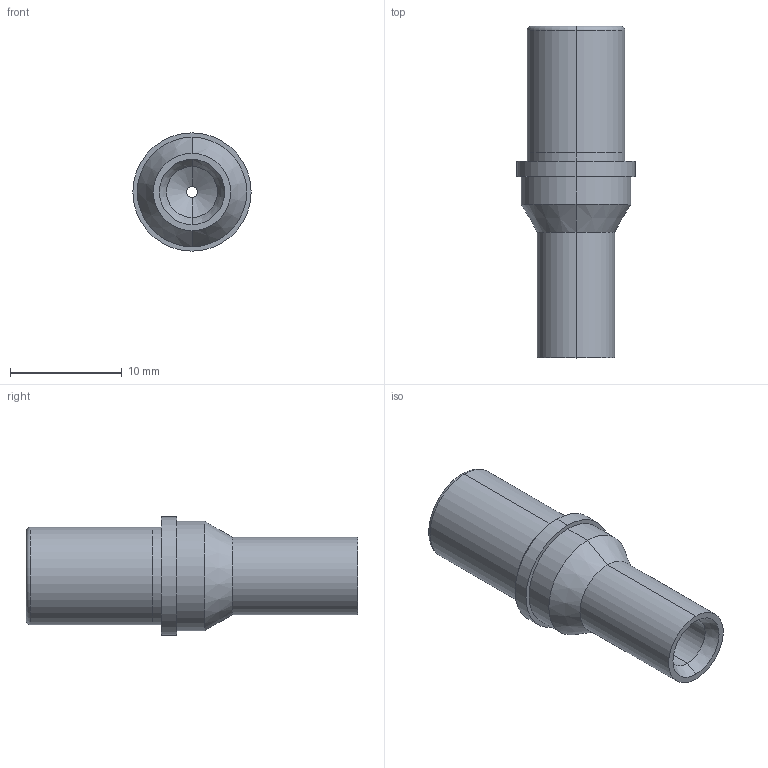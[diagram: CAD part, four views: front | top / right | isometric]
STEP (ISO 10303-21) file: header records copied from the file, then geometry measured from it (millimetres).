
FILE_DESCRIPTION (( 'STEP AP203' ), '1' );
FILE_NAME ('9303-07304-01104-RM_COPY.STEP', '2019-07-24T22:07:25', ( '' ), ( '' ), 'SwSTEP 2.0', 'SolidWorks 2018', '' );
FILE_SCHEMA (( 'CONFIG_CONTROL_DESIGN' ));
Length unit declared in the file: millimetre
Products named in the file (3): 9303-07304-01104-RM_COPY; 9117-07605-02104-RM_COPY_Socket Body; 9117-07607-02203-RM_COPY_SS Hood
Assembly tree (2 placements, depth 2):
  9303-07304-01104-RM_COPY
    9117-07605-02104-RM_COPY_Socket Body
    9117-07607-02203-RM_COPY_SS Hood
Bounding box: 10.56 x 29.64 x 10.56 mm (x, y, z)
Volume: 889.1 mm3; surface area: 1593.6 mm2
Topology: 2 solids, 2 shells, 57 faces, 114 edges, 66 vertices
Faces by surface type: cylinder 22, torus 14, cone 12, plane 9
Entity records: 1801 total; most frequent: DIRECTION 318, CARTESIAN_POINT 242, ORIENTED_EDGE 228, AXIS2_PLACEMENT_3D 142, EDGE_CURVE 114, CIRCLE 80, EDGE_LOOP 66, VERTEX_POINT 66
